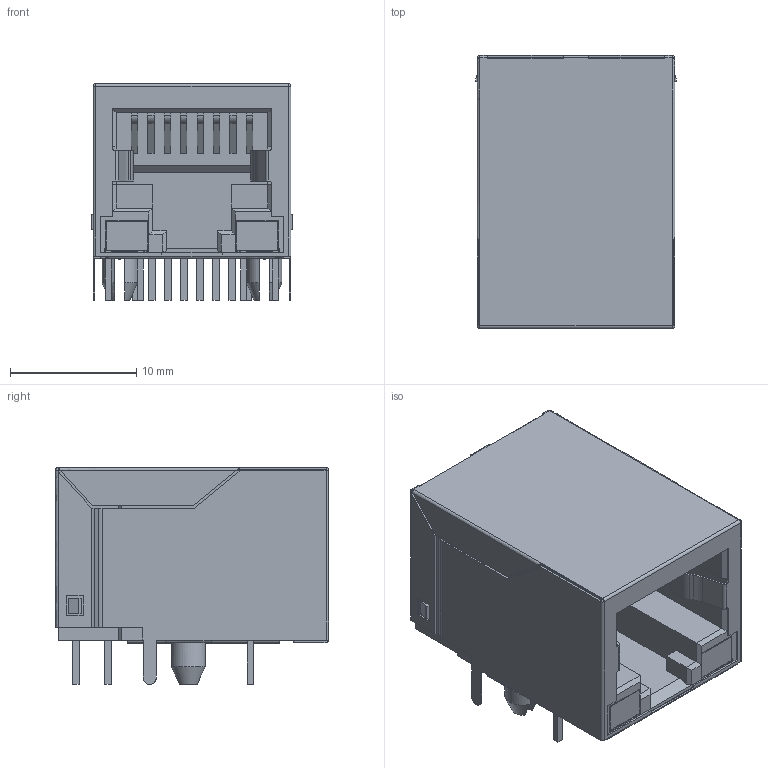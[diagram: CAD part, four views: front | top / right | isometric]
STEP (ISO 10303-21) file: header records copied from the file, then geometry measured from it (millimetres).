
FILE_DESCRIPTION(('Open CASCADE Model'),'2;1');
FILE_NAME('Open CASCADE Shape Model','2025-10-30T00:48:32',('Author'),( 'Open CASCADE'),'Open CASCADE STEP processor 7.9','Open CASCADE 7.9' ,'Unknown');
FILE_SCHEMA(('AUTOMOTIVE_DESIGN { 1 0 10303 214 1 1 1 1 }'));
Length unit declared in the file: millimetre
Products named in the file (1): COMPOUND
Bounding box: 15.87 x 21.6 x 17.14 mm (x, y, z)
Volume: 3253.6 mm3; surface area: 5338.5 mm2
Topology: 2 solids, 2 shells, 622 faces, 1707 edges, 1120 vertices
Faces by surface type: bspline 622
Entity records: 22064 total; most frequent: CARTESIAN_POINT 8370, ORIENTED_EDGE 3414, EDGE_CURVE 1707, B_SPLINE_CURVE_WITH_KNOTS 1524, VERTEX_POINT 1120, FACE_BOUND 679, EDGE_LOOP 679, ADVANCED_FACE 622
